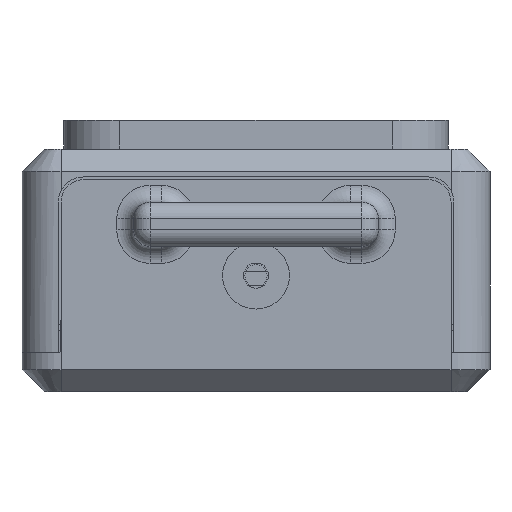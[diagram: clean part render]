
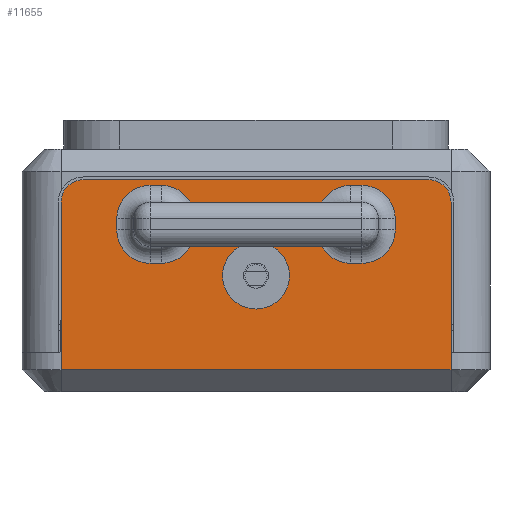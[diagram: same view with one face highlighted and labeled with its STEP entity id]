
A CAD part, front view. The second image highlights one B-rep face of the part: STEP entity #11655.
In plain terms, the highlighted planar face has unit normal (0, -1, 0).
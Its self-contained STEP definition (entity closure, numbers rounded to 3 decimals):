
#299=FACE_BOUND('',#1739,.T.);
#300=FACE_BOUND('',#1740,.T.);
#301=FACE_BOUND('',#1741,.T.);
#957=FACE_OUTER_BOUND('',#1738,.T.);
#1738=EDGE_LOOP('',(#9306,#9307,#9308,#9309,#9310,#9311,#9312,#9313));
#1739=EDGE_LOOP('',(#9314));
#1740=EDGE_LOOP('',(#9315,#9316,#9317,#9318,#9319,#9320,#9321,#9322));
#1741=EDGE_LOOP('',(#9323,#9324,#9325,#9326,#9327,#9328,#9329,#9330));
#2629=LINE('',#18532,#3725);
#2643=LINE('',#18604,#3739);
#2645=LINE('',#18634,#3741);
#2657=LINE('',#18725,#3753);
#2661=LINE('',#18749,#3757);
#2663=LINE('',#18752,#3759);
#2669=LINE('',#18761,#3765);
#2685=LINE('',#18785,#3781);
#2689=LINE('',#18791,#3785);
#2691=LINE('',#18799,#3787);
#2692=LINE('',#18801,#3788);
#2693=LINE('',#18805,#3789);
#2694=LINE('',#18808,#3790);
#2695=LINE('',#18809,#3791);
#3725=VECTOR('',#14883,10.);
#3739=VECTOR('',#14975,10.);
#3741=VECTOR('',#15009,10.);
#3753=VECTOR('',#15115,10.);
#3757=VECTOR('',#15143,10.);
#3759=VECTOR('',#15147,10.);
#3765=VECTOR('',#15159,10.);
#3781=VECTOR('',#15191,10.);
#3785=VECTOR('',#15199,10.);
#3787=VECTOR('',#15213,10.);
#3788=VECTOR('',#15214,10.);
#3789=VECTOR('',#15217,10.);
#3790=VECTOR('',#15220,10.);
#3791=VECTOR('',#15221,10.);
#4422=CIRCLE('',#12390,3.);
#4526=CIRCLE('',#12624,3.);
#4532=CIRCLE('',#12631,3.);
#4536=CIRCLE('',#12637,3.);
#4542=CIRCLE('',#12645,3.);
#4569=CIRCLE('',#12684,3.);
#4574=CIRCLE('',#12692,3.);
#4578=CIRCLE('',#12699,3.);
#4584=CIRCLE('',#12706,3.);
#4586=CIRCLE('',#12729,2.);
#4587=CIRCLE('',#12730,2.);
#5143=VERTEX_POINT('',#17883);
#5342=VERTEX_POINT('',#18476);
#5351=VERTEX_POINT('',#18496);
#5360=VERTEX_POINT('',#18526);
#5361=VERTEX_POINT('',#18530);
#5373=VERTEX_POINT('',#18586);
#5374=VERTEX_POINT('',#18587);
#5379=VERTEX_POINT('',#18598);
#5380=VERTEX_POINT('',#18600);
#5383=VERTEX_POINT('',#18610);
#5384=VERTEX_POINT('',#18612);
#5389=VERTEX_POINT('',#18625);
#5390=VERTEX_POINT('',#18626);
#5416=VERTEX_POINT('',#18700);
#5417=VERTEX_POINT('',#18702);
#5421=VERTEX_POINT('',#18716);
#5422=VERTEX_POINT('',#18717);
#5425=VERTEX_POINT('',#18731);
#5426=VERTEX_POINT('',#18732);
#5431=VERTEX_POINT('',#18743);
#5432=VERTEX_POINT('',#18745);
#5433=VERTEX_POINT('',#18800);
#5434=VERTEX_POINT('',#18802);
#5435=VERTEX_POINT('',#18804);
#5436=VERTEX_POINT('',#18806);
#6382=EDGE_CURVE('',#5143,#5143,#4422,.T.);
#6701=EDGE_CURVE('',#5361,#5360,#2629,.T.);
#6726=EDGE_CURVE('',#5373,#5374,#4526,.T.);
#6732=EDGE_CURVE('',#5379,#5380,#4532,.T.);
#6734=EDGE_CURVE('',#5374,#5379,#2643,.T.);
#6738=EDGE_CURVE('',#5383,#5384,#4536,.T.);
#6744=EDGE_CURVE('',#5389,#5390,#4542,.T.);
#6748=EDGE_CURVE('',#5390,#5383,#2645,.T.);
#6781=EDGE_CURVE('',#5416,#5417,#4569,.T.);
#6788=EDGE_CURVE('',#5421,#5422,#4574,.T.);
#6792=EDGE_CURVE('',#5422,#5416,#2657,.T.);
#6796=EDGE_CURVE('',#5425,#5426,#4578,.T.);
#6802=EDGE_CURVE('',#5431,#5432,#4584,.T.);
#6804=EDGE_CURVE('',#5426,#5431,#2661,.T.);
#6806=EDGE_CURVE('',#5432,#5421,#2663,.T.);
#6812=EDGE_CURVE('',#5417,#5425,#2669,.T.);
#6828=EDGE_CURVE('',#5380,#5389,#2685,.T.);
#6832=EDGE_CURVE('',#5384,#5373,#2689,.T.);
#6834=EDGE_CURVE('',#5351,#5361,#2691,.T.);
#6835=EDGE_CURVE('',#5351,#5433,#2692,.T.);
#6836=EDGE_CURVE('',#5434,#5433,#4586,.T.);
#6837=EDGE_CURVE('',#5434,#5435,#2693,.F.);
#6838=EDGE_CURVE('',#5436,#5435,#4587,.T.);
#6839=EDGE_CURVE('',#5342,#5436,#2694,.T.);
#6840=EDGE_CURVE('',#5360,#5342,#2695,.T.);
#9306=ORIENTED_EDGE('',*,*,#6701,.F.);
#9307=ORIENTED_EDGE('',*,*,#6834,.F.);
#9308=ORIENTED_EDGE('',*,*,#6835,.T.);
#9309=ORIENTED_EDGE('',*,*,#6836,.F.);
#9310=ORIENTED_EDGE('',*,*,#6837,.T.);
#9311=ORIENTED_EDGE('',*,*,#6838,.F.);
#9312=ORIENTED_EDGE('',*,*,#6839,.F.);
#9313=ORIENTED_EDGE('',*,*,#6840,.F.);
#9314=ORIENTED_EDGE('',*,*,#6382,.T.);
#9315=ORIENTED_EDGE('',*,*,#6744,.F.);
#9316=ORIENTED_EDGE('',*,*,#6828,.F.);
#9317=ORIENTED_EDGE('',*,*,#6732,.F.);
#9318=ORIENTED_EDGE('',*,*,#6734,.F.);
#9319=ORIENTED_EDGE('',*,*,#6726,.F.);
#9320=ORIENTED_EDGE('',*,*,#6832,.F.);
#9321=ORIENTED_EDGE('',*,*,#6738,.F.);
#9322=ORIENTED_EDGE('',*,*,#6748,.F.);
#9323=ORIENTED_EDGE('',*,*,#6802,.F.);
#9324=ORIENTED_EDGE('',*,*,#6804,.F.);
#9325=ORIENTED_EDGE('',*,*,#6796,.F.);
#9326=ORIENTED_EDGE('',*,*,#6812,.F.);
#9327=ORIENTED_EDGE('',*,*,#6781,.F.);
#9328=ORIENTED_EDGE('',*,*,#6792,.F.);
#9329=ORIENTED_EDGE('',*,*,#6788,.F.);
#9330=ORIENTED_EDGE('',*,*,#6806,.F.);
#11148=PLANE('',#12728);
#11655=ADVANCED_FACE('',(#957,#299,#300,#301),#11148,.T.);
#12390=AXIS2_PLACEMENT_3D('',#17884,#14266,#14267);
#12624=AXIS2_PLACEMENT_3D('',#18588,#14955,#14956);
#12631=AXIS2_PLACEMENT_3D('',#18601,#14969,#14970);
#12637=AXIS2_PLACEMENT_3D('',#18613,#14983,#14984);
#12645=AXIS2_PLACEMENT_3D('',#18627,#14999,#15000);
#12684=AXIS2_PLACEMENT_3D('',#18703,#15087,#15088);
#12692=AXIS2_PLACEMENT_3D('',#18718,#15105,#15106);
#12699=AXIS2_PLACEMENT_3D('',#18733,#15123,#15124);
#12706=AXIS2_PLACEMENT_3D('',#18746,#15137,#15138);
#12728=AXIS2_PLACEMENT_3D('',#18798,#15211,#15212);
#12729=AXIS2_PLACEMENT_3D('',#18803,#15215,#15216);
#12730=AXIS2_PLACEMENT_3D('',#18807,#15218,#15219);
#14266=DIRECTION('center_axis',(0.,1.,0.));
#14267=DIRECTION('ref_axis',(1.,0.,0.));
#14883=DIRECTION('',(-1.,0.,0.));
#14955=DIRECTION('center_axis',(0.,-1.,0.));
#14956=DIRECTION('ref_axis',(0.707,0.,0.707));
#14969=DIRECTION('center_axis',(0.,-1.,0.));
#14970=DIRECTION('ref_axis',(-0.707,0.,0.707));
#14975=DIRECTION('',(-1.,0.,0.));
#14983=DIRECTION('center_axis',(0.,-1.,0.));
#14984=DIRECTION('ref_axis',(0.707,0.,-0.707));
#14999=DIRECTION('center_axis',(0.,-1.,0.));
#15000=DIRECTION('ref_axis',(-0.707,0.,-0.707));
#15009=DIRECTION('',(1.,0.,0.));
#15087=DIRECTION('center_axis',(0.,-1.,0.));
#15088=DIRECTION('ref_axis',(-0.707,0.,0.707));
#15105=DIRECTION('center_axis',(0.,-1.,0.));
#15106=DIRECTION('ref_axis',(0.707,0.,0.707));
#15115=DIRECTION('',(-1.,0.,0.));
#15123=DIRECTION('center_axis',(0.,-1.,0.));
#15124=DIRECTION('ref_axis',(-0.707,0.,-0.707));
#15137=DIRECTION('center_axis',(0.,-1.,0.));
#15138=DIRECTION('ref_axis',(0.707,0.,-0.707));
#15143=DIRECTION('',(1.,0.,0.));
#15147=DIRECTION('',(0.,0.,1.));
#15159=DIRECTION('',(0.,0.,-1.));
#15191=DIRECTION('',(0.,0.,-1.));
#15199=DIRECTION('',(0.,0.,1.));
#15211=DIRECTION('center_axis',(0.,-1.,0.));
#15212=DIRECTION('ref_axis',(1.,0.,0.));
#15213=DIRECTION('',(0.,0.,-1.));
#15214=DIRECTION('',(0.,0.,1.));
#15215=DIRECTION('center_axis',(0.,1.,0.));
#15216=DIRECTION('ref_axis',(0.707,0.,0.707));
#15217=DIRECTION('',(1.,0.,0.));
#15218=DIRECTION('center_axis',(0.,1.,0.));
#15219=DIRECTION('ref_axis',(-0.707,0.,0.707));
#15220=DIRECTION('',(0.,0.,1.));
#15221=DIRECTION('',(0.,0.,1.));
#17883=CARTESIAN_POINT('',(-23.667,-26.921,1.75));
#17884=CARTESIAN_POINT('Origin',(-20.667,-26.921,1.75));
#18476=CARTESIAN_POINT('',(-38.167,-26.921,-5.14));
#18496=CARTESIAN_POINT('',(-3.167,-26.921,-5.14));
#18526=CARTESIAN_POINT('',(-38.167,-26.921,-6.686));
#18530=CARTESIAN_POINT('',(-3.167,-26.921,-6.686));
#18532=CARTESIAN_POINT('',(-31.167,-26.921,-6.686));
#18586=CARTESIAN_POINT('',(-26.167,-26.921,6.85));
#18587=CARTESIAN_POINT('',(-29.167,-26.921,9.85));
#18588=CARTESIAN_POINT('Origin',(-29.167,-26.921,6.85));
#18598=CARTESIAN_POINT('',(-30.167,-26.921,9.85));
#18600=CARTESIAN_POINT('',(-33.167,-26.921,6.85));
#18601=CARTESIAN_POINT('Origin',(-30.167,-26.921,6.85));
#18604=CARTESIAN_POINT('',(-31.167,-26.921,9.85));
#18610=CARTESIAN_POINT('',(-29.167,-26.921,2.85));
#18612=CARTESIAN_POINT('',(-26.167,-26.921,5.85));
#18613=CARTESIAN_POINT('Origin',(-29.167,-26.921,5.85));
#18625=CARTESIAN_POINT('',(-33.167,-26.921,5.85));
#18626=CARTESIAN_POINT('',(-30.167,-26.921,2.85));
#18627=CARTESIAN_POINT('Origin',(-30.167,-26.921,5.85));
#18634=CARTESIAN_POINT('',(-31.167,-26.921,2.85));
#18700=CARTESIAN_POINT('',(-12.167,-26.921,9.85));
#18702=CARTESIAN_POINT('',(-15.167,-26.921,6.85));
#18703=CARTESIAN_POINT('Origin',(-12.167,-26.921,6.85));
#18716=CARTESIAN_POINT('',(-8.167,-26.921,6.85));
#18717=CARTESIAN_POINT('',(-11.167,-26.921,9.85));
#18718=CARTESIAN_POINT('Origin',(-11.167,-26.921,6.85));
#18725=CARTESIAN_POINT('',(-31.167,-26.921,9.85));
#18731=CARTESIAN_POINT('',(-15.167,-26.921,5.85));
#18732=CARTESIAN_POINT('',(-12.167,-26.921,2.85));
#18733=CARTESIAN_POINT('Origin',(-12.167,-26.921,5.85));
#18743=CARTESIAN_POINT('',(-11.167,-26.921,2.85));
#18745=CARTESIAN_POINT('',(-8.167,-26.921,5.85));
#18746=CARTESIAN_POINT('Origin',(-11.167,-26.921,5.85));
#18749=CARTESIAN_POINT('',(-31.167,-26.921,2.85));
#18752=CARTESIAN_POINT('',(-8.167,-26.921,-1.168));
#18761=CARTESIAN_POINT('',(-15.167,-26.921,-1.168));
#18785=CARTESIAN_POINT('',(-33.167,-26.921,-1.168));
#18791=CARTESIAN_POINT('',(-26.167,-26.921,-1.168));
#18798=CARTESIAN_POINT('Origin',(-41.667,-26.921,-8.686));
#18799=CARTESIAN_POINT('',(-3.167,-26.921,-8.686));
#18800=CARTESIAN_POINT('',(-3.167,-26.921,8.35));
#18801=CARTESIAN_POINT('',(-3.167,-26.921,-5.14));
#18802=CARTESIAN_POINT('',(-5.167,-26.921,10.35));
#18803=CARTESIAN_POINT('Origin',(-5.167,-26.921,8.35));
#18804=CARTESIAN_POINT('',(-36.167,-26.921,10.35));
#18805=CARTESIAN_POINT('',(-29.417,-26.921,10.35));
#18806=CARTESIAN_POINT('',(-38.167,-26.921,8.35));
#18807=CARTESIAN_POINT('Origin',(-36.167,-26.921,8.35));
#18808=CARTESIAN_POINT('',(-38.167,-26.921,-5.14));
#18809=CARTESIAN_POINT('',(-38.167,-26.921,-8.686));
